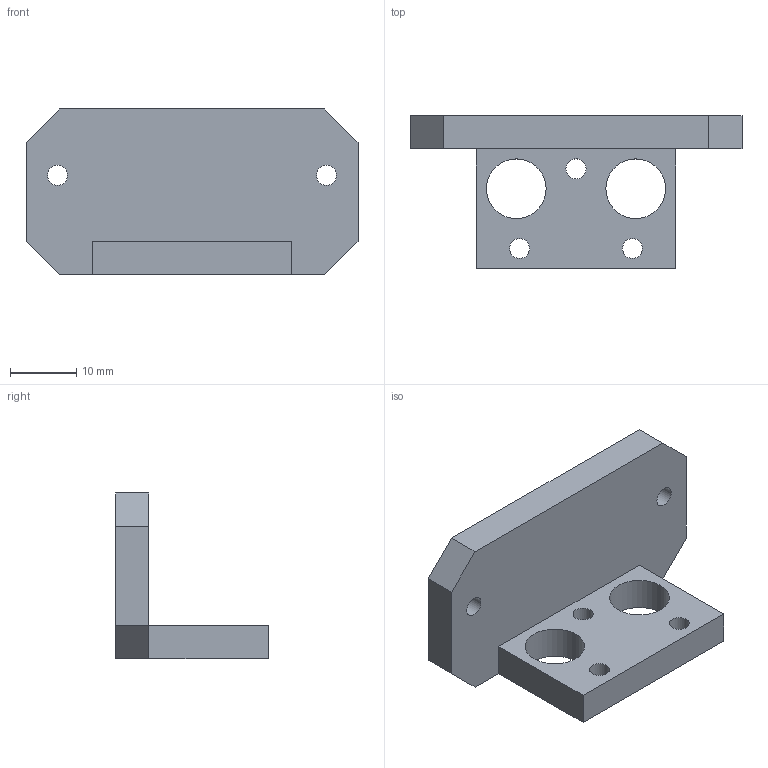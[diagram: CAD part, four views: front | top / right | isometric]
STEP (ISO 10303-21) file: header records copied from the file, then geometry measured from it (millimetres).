
FILE_DESCRIPTION( ( '' ), ' ' );
FILE_NAME( '56497e02e4b0be223895b6f5.step', '2015-11-16T06:56:02', ( '' ), ( '' ), ' ', ' ', ' ' );
FILE_SCHEMA( ( 'AUTOMOTIVE_DESIGN { 1 0 10303 214 1 1 1 1 }' ) );
Length unit declared in the file: metre
Products named in the file (1): Chimera-Mount
Bounding box: 50 x 23 x 25 mm (x, y, z)
Volume: 7884.7 mm3; surface area: 4545.3 mm2
Topology: 1 solids, 1 shells, 21 faces, 59 edges, 40 vertices
Faces by surface type: plane 14, cylinder 7
Full cylindrical faces by diameter (mm): 3.02 x5, 9 x2
Entity records: 673 total; most frequent: CARTESIAN_POINT 110, DIRECTION 108, ORIENTED_EDGE 100, EDGE_CURVE 50, EDGE_LOOP 42, VERTEX_POINT 38, AXIS2_PLACEMENT_3D 36, LINE 36
